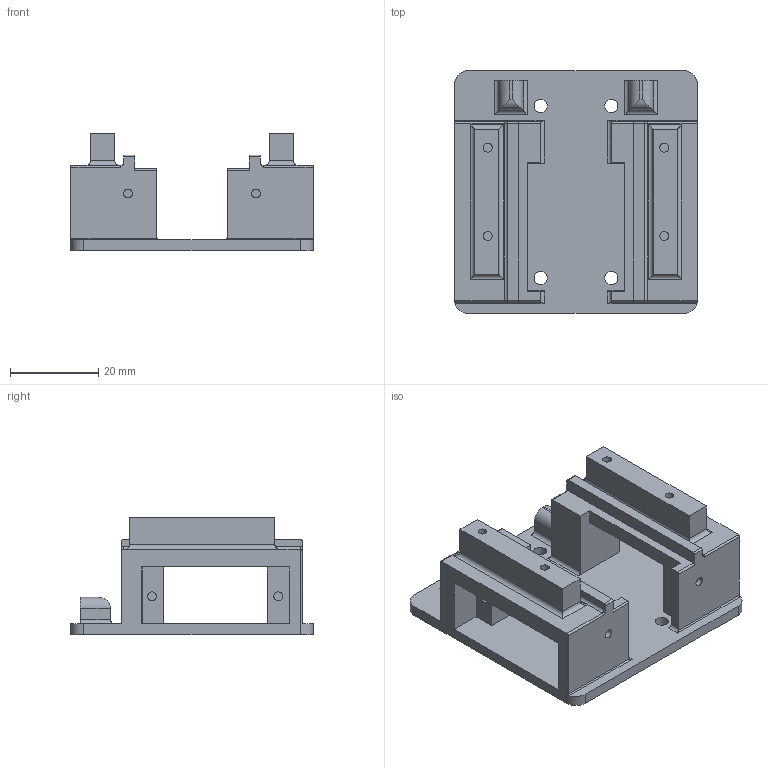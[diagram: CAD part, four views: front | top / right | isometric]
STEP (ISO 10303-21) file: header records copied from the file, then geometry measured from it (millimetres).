
FILE_DESCRIPTION(/* description */ (''),/* implementation_level */ '2;1');
FILE_NAME(/* name */ 'Chassis_bottom.step',/* time_stamp */ '2025-05-19T21:32:21+02:00',/* author */ (''),/* organization */ (''),/* preprocessor_version */ 'ST-DEVELOPER v20.1',/* originating_system */ 'Autodesk Translation Framework v14.4.0.0',/* authorisation */ '');
FILE_SCHEMA (('AUTOMOTIVE_DESIGN { 1 0 10303 214 3 1 1 }'));
Length unit declared in the file: millimetre
Products named in the file (1): Chassis_bottom
Bounding box: 55 x 55 x 26.7 mm (x, y, z)
Volume: 22875.3 mm3; surface area: 14351.2 mm2
Topology: 1 solids, 1 shells, 146 faces, 368 edges, 238 vertices
Faces by surface type: plane 76, cylinder 66, torus 4
Full cylindrical faces by diameter (mm): 2 x12, 3 x4
Entity records: 4500 total; most frequent: CARTESIAN_POINT 855, DIRECTION 758, ORIENTED_EDGE 736, EDGE_CURVE 368, AXIS2_PLACEMENT_3D 257, LINE 244, VECTOR 244, VERTEX_POINT 238
